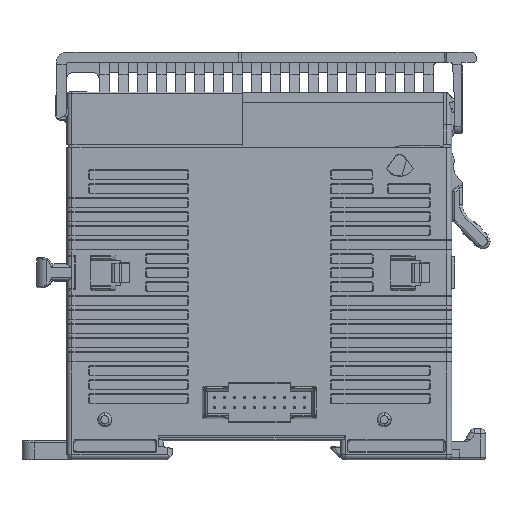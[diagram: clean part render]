
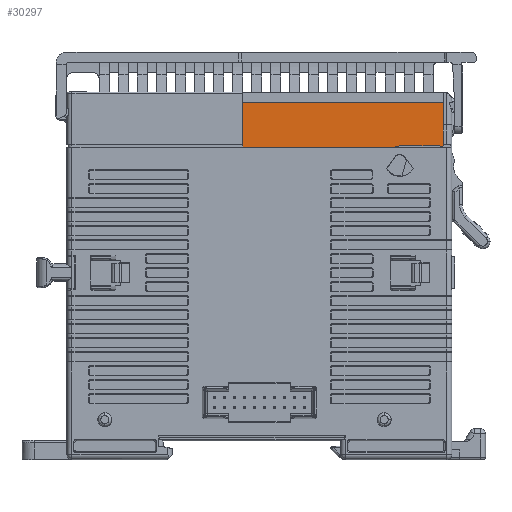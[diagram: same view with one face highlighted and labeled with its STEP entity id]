
A CAD part, left-side view. The second image highlights one B-rep face of the part: STEP entity #30297.
In plain terms, the highlighted planar face has unit normal (-1, 0, 0).
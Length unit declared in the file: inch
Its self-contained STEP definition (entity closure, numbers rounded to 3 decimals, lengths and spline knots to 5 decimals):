
#1519 = CARTESIAN_POINT ( 'NONE',  ( 0.33197, -1.44882, 2.30263 ) ) ;
#3174 = CARTESIAN_POINT ( 'NONE',  ( 0.33197, -1.44882, 2.66022 ) ) ;
#8225 = VERTEX_POINT ( 'NONE', #75511 ) ;
#8388 = CARTESIAN_POINT ( 'NONE',  ( 0.33197, -0.05906, 2.66022 ) ) ;
#9213 = VECTOR ( 'NONE', #38776, 39.37008 ) ;
#16599 = VECTOR ( 'NONE', #29073, 39.37008 ) ;
#17109 = EDGE_CURVE ( 'NONE', #54212, #77639, #132079, .T. ) ;
#17717 = ORIENTED_EDGE ( 'NONE', *, *, #132679, .F. ) ;
#17841 = CARTESIAN_POINT ( 'NONE',  ( 0.33197, -1.44882, 2.30589 ) ) ;
#25417 = VERTEX_POINT ( 'NONE', #1519 ) ;
#25709 = LINE ( 'NONE', #39404, #135676 ) ;
#26258 = CARTESIAN_POINT ( 'NONE',  ( 0.33197, 1.43701, 2.30392 ) ) ;
#27857 = CARTESIAN_POINT ( 'NONE',  ( 0.33197, 0.97126, 2.64053 ) ) ;
#29073 = DIRECTION ( 'NONE',  ( 0., 0., 1. ) ) ;
#29398 = DIRECTION ( 'NONE',  ( 0., 1., 0. ) ) ;
#30297 = ADVANCED_FACE ( 'NONE', ( #80027 ), #42375, .F. ) ;
#34752 = ORIENTED_EDGE ( 'NONE', *, *, #153289, .T. ) ;
#38776 = DIRECTION ( 'NONE',  ( 0., 1., 0. ) ) ;
#39404 = CARTESIAN_POINT ( 'NONE',  ( 0.33197, 0.97126, 2.30263 ) ) ;
#42375 = PLANE ( 'NONE',  #64582 ) ;
#43677 = EDGE_LOOP ( 'NONE', ( #151264, #17717, #34752, #72636, #59087, #47289, #130878, #87736 ) ) ;
#45239 = EDGE_CURVE ( 'NONE', #54212, #8225, #137050, .T. ) ;
#47289 = ORIENTED_EDGE ( 'NONE', *, *, #124855, .F. ) ;
#48738 = EDGE_CURVE ( 'NONE', #124906, #58953, #121431, .T. ) ;
#52773 = DIRECTION ( 'NONE',  ( 0., 0., 1. ) ) ;
#53612 = EDGE_CURVE ( 'NONE', #71617, #58953, #72488, .T. ) ;
#54212 = VERTEX_POINT ( 'NONE', #109530 ) ;
#57161 = VECTOR ( 'NONE', #122149, 39.37008 ) ;
#58953 = VERTEX_POINT ( 'NONE', #69747 ) ;
#59087 = ORIENTED_EDGE ( 'NONE', *, *, #45239, .T. ) ;
#64582 = AXIS2_PLACEMENT_3D ( 'NONE', #27857, #67185, #109059 ) ;
#67185 = DIRECTION ( 'NONE',  ( 1., 0., 0. ) ) ;
#69747 = CARTESIAN_POINT ( 'NONE',  ( 0.33197, 1.44882, 2.66022 ) ) ;
#71617 = VERTEX_POINT ( 'NONE', #3174 ) ;
#72488 = LINE ( 'NONE', #8388, #79556 ) ;
#72636 = ORIENTED_EDGE ( 'NONE', *, *, #17109, .F. ) ;
#75511 = CARTESIAN_POINT ( 'NONE',  ( 0.33197, -1.43701, 2.30263 ) ) ;
#77639 = VERTEX_POINT ( 'NONE', #129589 ) ;
#78717 = DIRECTION ( 'NONE',  ( 0., 1., 0. ) ) ;
#79151 = VECTOR ( 'NONE', #52773, 39.37008 ) ;
#79556 = VECTOR ( 'NONE', #84466, 39.37008 ) ;
#80027 = FACE_OUTER_BOUND ( 'NONE', #43677, .T. ) ;
#84058 = CARTESIAN_POINT ( 'NONE',  ( 0.33197, 1.43701, 2.30263 ) ) ;
#84466 = DIRECTION ( 'NONE',  ( 0., 1., 0. ) ) ;
#87436 = VERTEX_POINT ( 'NONE', #84058 ) ;
#87736 = ORIENTED_EDGE ( 'NONE', *, *, #53612, .T. ) ;
#96911 = DIRECTION ( 'NONE',  ( 0., 0., -1. ) ) ;
#97757 = CARTESIAN_POINT ( 'NONE',  ( 0.33197, -1.43701, 2.30392 ) ) ;
#102088 = CARTESIAN_POINT ( 'NONE',  ( 0.33197, 1.44882, 2.30263 ) ) ;
#103776 = CARTESIAN_POINT ( 'NONE',  ( 0.33197, 0.97126, 2.30263 ) ) ;
#109059 = DIRECTION ( 'NONE',  ( 0., 0., -1. ) ) ;
#109530 = CARTESIAN_POINT ( 'NONE',  ( 0.33197, -1.43701, 2.30392 ) ) ;
#111615 = VECTOR ( 'NONE', #96911, 39.37008 ) ;
#116516 = VECTOR ( 'NONE', #29398, 39.37008 ) ;
#119425 = LINE ( 'NONE', #26258, #79151 ) ;
#121431 = LINE ( 'NONE', #135069, #16599 ) ;
#122149 = DIRECTION ( 'NONE',  ( 0., 0., 1. ) ) ;
#124855 = EDGE_CURVE ( 'NONE', #25417, #8225, #153330, .T. ) ;
#124906 = VERTEX_POINT ( 'NONE', #102088 ) ;
#129589 = CARTESIAN_POINT ( 'NONE',  ( 0.33197, 1.43701, 2.30392 ) ) ;
#130878 = ORIENTED_EDGE ( 'NONE', *, *, #154800, .T. ) ;
#132079 = LINE ( 'NONE', #146536, #116516 ) ;
#132679 = EDGE_CURVE ( 'NONE', #87436, #124906, #25709, .T. ) ;
#135069 = CARTESIAN_POINT ( 'NONE',  ( 0.33197, 1.44882, 2.30589 ) ) ;
#135676 = VECTOR ( 'NONE', #78717, 39.37008 ) ;
#137050 = LINE ( 'NONE', #97757, #111615 ) ;
#145260 = LINE ( 'NONE', #17841, #57161 ) ;
#146536 = CARTESIAN_POINT ( 'NONE',  ( 0.33197, 0.97126, 2.30392 ) ) ;
#151264 = ORIENTED_EDGE ( 'NONE', *, *, #48738, .F. ) ;
#153289 = EDGE_CURVE ( 'NONE', #87436, #77639, #119425, .T. ) ;
#153330 = LINE ( 'NONE', #103776, #9213 ) ;
#154800 = EDGE_CURVE ( 'NONE', #25417, #71617, #145260, .T. ) ;
